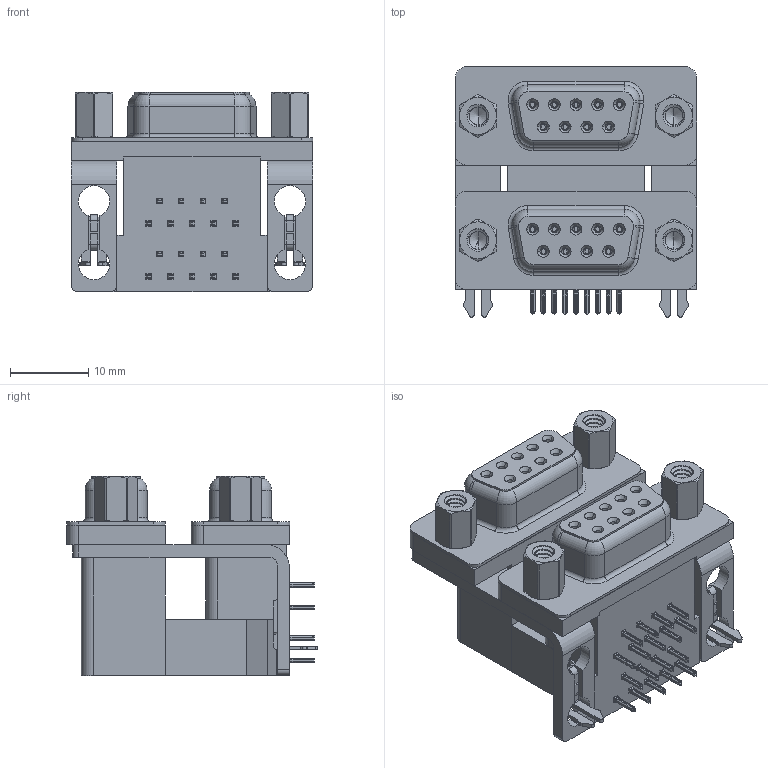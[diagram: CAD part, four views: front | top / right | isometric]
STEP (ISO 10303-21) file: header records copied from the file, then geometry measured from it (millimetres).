
FILE_DESCRIPTION (( 'STEP AP203' ), '1' );
FILE_NAME ('662-009-264-043.STEP', '2022-06-16T19:38:07', ( '' ), ( '' ), 'SwSTEP 2.0', 'SolidWorks 2020', '' );
FILE_SCHEMA (( 'CONFIG_CONTROL_DESIGN' ));
Length unit declared in the file: millimetre
Products named in the file (13): 662-009-264-043; 662 Contact Top Upper_L; 662 Housing Upper_09 Contacts L; 662 Contact Top Lower; 662 2 Prong Board Lock_4; 662 Housing Spacer_09 Contacts L; 662 Shell_09 Contacts; 662 Contact Bottom Lower; 662 Housing Lower_09 Contacts; 662 Mounting Bracket_2ProngL; 662 4-40 Hex Standoff 5; 662 Contact Bottom Upper_L; 662 Threaded Rivet_4-40
Assembly tree (35 placements, depth 2):
  662-009-264-043
    662 Housing Lower_09 Contacts
    662 Housing Spacer_09 Contacts L
    662 Housing Upper_09 Contacts L
    662 Shell_09 Contacts  x2
    662 Contact Bottom Lower  x4
    662 Contact Top Lower  x5
    662 Contact Bottom Upper_L  x4
    662 Contact Top Upper_L  x5
    662 Mounting Bracket_2ProngL  x2
    662 2 Prong Board Lock_4  x2
    662 Threaded Rivet_4-40  x4
    662 4-40 Hex Standoff 5  x4
Bounding box: 30.81 x 31.93 x 25.4 mm (x, y, z)
Volume: 11266.3 mm3; surface area: 13919.6 mm2
Topology: 35 solids, 35 shells, 3470 faces, 9126 edges, 5760 vertices
Faces by surface type: plane 1496, cylinder 970, bspline 652, cone 276, torus 76
Entity records: 48567 total; most frequent: CARTESIAN_POINT 18199, ORIENTED_EDGE 6252, DIRECTION 5286, EDGE_CURVE 3126, VERTEX_POINT 1996, VECTOR 1938, LINE 1938, AXIS2_PLACEMENT_3D 1674
